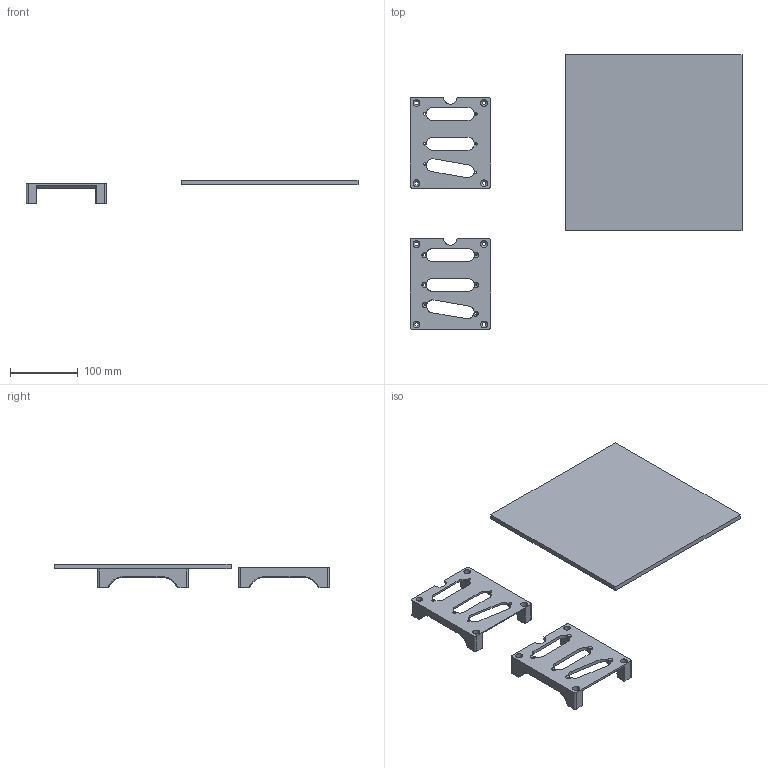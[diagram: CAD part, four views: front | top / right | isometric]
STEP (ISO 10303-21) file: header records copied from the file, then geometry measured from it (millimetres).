
FILE_DESCRIPTION(/* description */ ('STEP AP242','CAx-IF Rec.Pracs.---Representation and Presentation of Product Manufacturing Information (PMI)---4.0---2014-10-13','CAx-IF Rec.Pracs.---3D Tessellated Geometry---0.4---2014-09-14','2;1'),/* implementation_level */ '2;1');
FILE_NAME(/* name */ '68561fe6857c5a6bca2cc499',/* time_stamp */ '2025-06-21T02:58:47Z',/* author */ (''),/* organization */ (''),/* preprocessor_version */ 'ST-DEVELOPER v20',/* originating_system */ 'ONSHAPE BY PTC INC, 1.199',/* authorisation */ ' ');
FILE_SCHEMA (('AP242_MANAGED_MODEL_BASED_3D_ENGINEERING_MIM_LF { 1 0 10303 442 1 1 4 }'));
Length unit declared in the file: millimetre
Products named in the file (3): Faceplate - No Hueforge; Faceplate - Hueforge; Hueforge Cutter
Bounding box: 489.36 x 405 x 34.9 mm (x, y, z)
Volume: 662707.1 mm3; surface area: 225307 mm2
Topology: 3 solids, 3 shells, 436 faces, 1162 edges, 706 vertices
Faces by surface type: cylinder 196, plane 106, torus 60, cone 40, sphere 24, bspline 10
Entity records: 13914 total; most frequent: CARTESIAN_POINT 2757, DIRECTION 2496, ORIENTED_EDGE 2276, EDGE_CURVE 1138, AXIS2_PLACEMENT_3D 1005, VERTEX_POINT 706, CIRCLE 572, LINE 486
